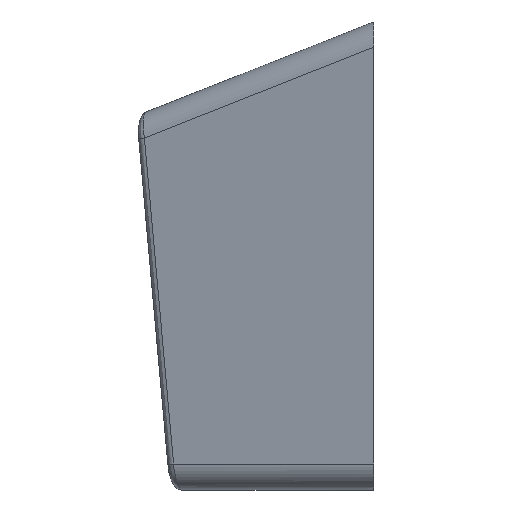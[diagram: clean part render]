
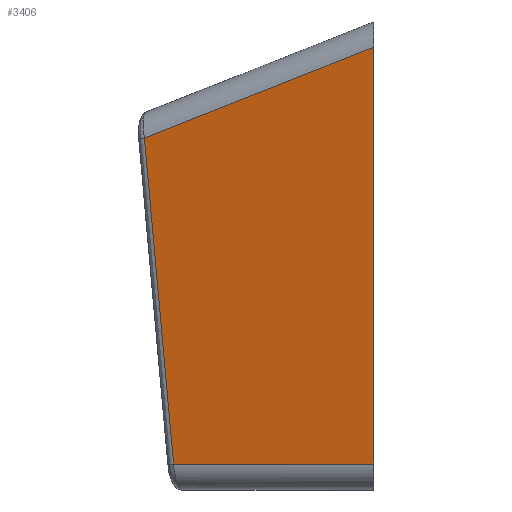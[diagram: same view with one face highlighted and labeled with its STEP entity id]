
A CAD part, left-side view. The second image highlights one B-rep face of the part: STEP entity #3406.
In plain terms, the highlighted planar face has unit normal (-0.964, 0.267, 0).
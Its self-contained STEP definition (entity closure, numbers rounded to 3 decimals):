
#1598 = PLANE('',#1599);
#1599 = AXIS2_PLACEMENT_3D('',#1600,#1601,#1602);
#1600 = CARTESIAN_POINT('',(0.,0.,0.));
#1601 = DIRECTION('',(0.,1.,0.));
#1602 = DIRECTION('',(0.,-0.,1.));
#1762 = VERTEX_POINT('',#1763);
#1763 = CARTESIAN_POINT('',(-6.867,7.693,-8.));
#1805 = CYLINDRICAL_SURFACE('',#1806,1.);
#1806 = AXIS2_PLACEMENT_3D('',#1807,#1808,#1809);
#1807 = CARTESIAN_POINT('',(-8.036,-0.267,-8.));
#1808 = DIRECTION('',(0.267,0.964,0.)
  );
#1809 = DIRECTION('',(-0.681,0.189,-0.707));
#1992 = B_SPLINE_SURFACE_WITH_KNOTS('',3,3,(
    (#1993,#1994,#1995,#1996)
    ,(#1997,#1998,#1999,#2000)
    ,(#2001,#2002,#2003,#2004)
    ,(#2005,#2006,#2007,#2008)
    ,(#2009,#2010,#2011,#2012
  )),.UNSPECIFIED.,.F.,.F.,.F.,(4,1,4),(4,4),(0.,0.5,1.),(0.104
    ,1.363),.UNSPECIFIED.);
#1993 = CARTESIAN_POINT('',(-6.169,9.017,
    4.511));
#1994 = CARTESIAN_POINT('',(-6.271,8.643,
    0.332));
#1995 = CARTESIAN_POINT('',(-6.374,8.268,
    -3.848));
#1996 = CARTESIAN_POINT('',(-6.476,7.894,
    -8.028));
#1997 = CARTESIAN_POINT('',(-6.246,9.044,
    4.511));
#1998 = CARTESIAN_POINT('',(-6.349,8.67,
    0.331));
#1999 = CARTESIAN_POINT('',(-6.451,8.296,
    -3.849));
#2000 = CARTESIAN_POINT('',(-6.554,7.922,
    -8.028));
#2001 = CARTESIAN_POINT('',(-6.423,9.031,4.516
    ));
#2002 = CARTESIAN_POINT('',(-6.526,8.658,0.337
    ));
#2003 = CARTESIAN_POINT('',(-6.629,8.284,
    -3.843));
#2004 = CARTESIAN_POINT('',(-6.732,7.91,
    -8.023));
#2005 = CARTESIAN_POINT('',(-6.534,8.894,
    4.531));
#2006 = CARTESIAN_POINT('',(-6.638,8.52,
    0.352));
#2007 = CARTESIAN_POINT('',(-6.742,8.146,
    -3.828));
#2008 = CARTESIAN_POINT('',(-6.845,7.772,
    -8.008));
#2009 = CARTESIAN_POINT('',(-6.556,8.816,
    4.539));
#2010 = CARTESIAN_POINT('',(-6.66,8.441,
    0.359));
#2011 = CARTESIAN_POINT('',(-6.764,8.067,
    -3.82));
#2012 = CARTESIAN_POINT('',(-6.867,7.693,-8.));
#2025 = VERTEX_POINT('',#2026);
#2026 = CARTESIAN_POINT('',(-9.,0.,-8.));
#2070 = EDGE_CURVE('',#2025,#1762,#2071,.T.);
#2071 = SURFACE_CURVE('',#2072,(#2076,#2083),.PCURVE_S1.);
#2072 = LINE('',#2073,#2074);
#2073 = CARTESIAN_POINT('',(-9.,0.,-8.));
#2074 = VECTOR('',#2075,1.);
#2075 = DIRECTION('',(0.267,0.964,0.)
  );
#2076 = PCURVE('',#1805,#2077);
#2077 = DEFINITIONAL_REPRESENTATION('',(#2078),#2082);
#2078 = LINE('',#2079,#2080);
#2079 = CARTESIAN_POINT('',(7.069,0.));
#2080 = VECTOR('',#2081,1.);
#2081 = DIRECTION('',(0.,1.));
#2082 = ( GEOMETRIC_REPRESENTATION_CONTEXT(2) 
PARAMETRIC_REPRESENTATION_CONTEXT() REPRESENTATION_CONTEXT('2D SPACE',''
  ) );
#2083 = PCURVE('',#2084,#2089);
#2084 = PLANE('',#2085);
#2085 = AXIS2_PLACEMENT_3D('',#2086,#2087,#2088);
#2086 = CARTESIAN_POINT('',(-9.,0.,9.));
#2087 = DIRECTION('',(0.964,-0.267,0.));
#2088 = DIRECTION('',(0.,0.,-1.));
#2089 = DEFINITIONAL_REPRESENTATION('',(#2090),#2094);
#2090 = LINE('',#2091,#2092);
#2091 = CARTESIAN_POINT('',(17.,0.));
#2092 = VECTOR('',#2093,1.);
#2093 = DIRECTION('',(0.,1.));
#2094 = ( GEOMETRIC_REPRESENTATION_CONTEXT(2) 
PARAMETRIC_REPRESENTATION_CONTEXT() REPRESENTATION_CONTEXT('2D SPACE',''
  ) );
#2976 = VERTEX_POINT('',#2977);
#2977 = CARTESIAN_POINT('',(-6.556,8.816,
    4.539));
#2996 = CYLINDRICAL_SURFACE('',#2997,1.);
#2997 = AXIS2_PLACEMENT_3D('',#2998,#2999,#3000);
#2998 = CARTESIAN_POINT('',(-7.562,1.444,
    7.353));
#2999 = DIRECTION('',(0.25,0.9,-0.357));
#3000 = DIRECTION('',(-0.65,0.429,0.627));
#3075 = VERTEX_POINT('',#3076);
#3076 = CARTESIAN_POINT('',(-9.,0.,8.03));
#3149 = EDGE_CURVE('',#2976,#3075,#3150,.T.);
#3150 = SURFACE_CURVE('',#3151,(#3155,#3162),.PCURVE_S1.);
#3151 = LINE('',#3152,#3153);
#3152 = CARTESIAN_POINT('',(-8.526,1.711,
    7.353));
#3153 = VECTOR('',#3154,1.);
#3154 = DIRECTION('',(-0.25,-0.9,0.357));
#3155 = PCURVE('',#2996,#3156);
#3156 = DEFINITIONAL_REPRESENTATION('',(#3157),#3161);
#3157 = LINE('',#3158,#3159);
#3158 = CARTESIAN_POINT('',(5.547,0.));
#3159 = VECTOR('',#3160,1.);
#3160 = DIRECTION('',(0.,-1.));
#3161 = ( GEOMETRIC_REPRESENTATION_CONTEXT(2) 
PARAMETRIC_REPRESENTATION_CONTEXT() REPRESENTATION_CONTEXT('2D SPACE',''
  ) );
#3162 = PCURVE('',#2084,#3163);
#3163 = DEFINITIONAL_REPRESENTATION('',(#3164),#3168);
#3164 = LINE('',#3165,#3166);
#3165 = CARTESIAN_POINT('',(1.647,1.776));
#3166 = VECTOR('',#3167,1.);
#3167 = DIRECTION('',(-0.357,-0.934));
#3168 = ( GEOMETRIC_REPRESENTATION_CONTEXT(2) 
PARAMETRIC_REPRESENTATION_CONTEXT() REPRESENTATION_CONTEXT('2D SPACE',''
  ) );
#3175 = EDGE_CURVE('',#1762,#2976,#3176,.T.);
#3176 = SURFACE_CURVE('',#3177,(#3181,#3187),.PCURVE_S1.);
#3177 = LINE('',#3178,#3179);
#3178 = CARTESIAN_POINT('',(-6.867,7.693,-8.));
#3179 = VECTOR('',#3180,1.);
#3180 = DIRECTION('',(0.025,0.089,
    0.996));
#3181 = PCURVE('',#1992,#3182);
#3182 = DEFINITIONAL_REPRESENTATION('',(#3183),#3186);
#3183 = B_SPLINE_CURVE_WITH_KNOTS('',1,(#3184,#3185),.UNSPECIFIED.,.F.,
  .F.,(2,2),(0.,12.593),
  .PIECEWISE_BEZIER_KNOTS.);
#3184 = CARTESIAN_POINT('',(1.,1.363));
#3185 = CARTESIAN_POINT('',(1.,0.104));
#3186 = ( GEOMETRIC_REPRESENTATION_CONTEXT(2) 
PARAMETRIC_REPRESENTATION_CONTEXT() REPRESENTATION_CONTEXT('2D SPACE',''
  ) );
#3187 = PCURVE('',#2084,#3188);
#3188 = DEFINITIONAL_REPRESENTATION('',(#3189),#3193);
#3189 = LINE('',#3190,#3191);
#3190 = CARTESIAN_POINT('',(17.,7.983));
#3191 = VECTOR('',#3192,1.);
#3192 = DIRECTION('',(-0.996,0.092));
#3193 = ( GEOMETRIC_REPRESENTATION_CONTEXT(2) 
PARAMETRIC_REPRESENTATION_CONTEXT() REPRESENTATION_CONTEXT('2D SPACE',''
  ) );
#3406 = ADVANCED_FACE('',(#3407),#2084,.F.);
#3407 = FACE_BOUND('',#3408,.T.);
#3408 = EDGE_LOOP('',(#3409,#3410,#3431,#3432));
#3409 = ORIENTED_EDGE('',*,*,#2070,.F.);
#3410 = ORIENTED_EDGE('',*,*,#3411,.F.);
#3411 = EDGE_CURVE('',#3075,#2025,#3412,.T.);
#3412 = SURFACE_CURVE('',#3413,(#3417,#3424),.PCURVE_S1.);
#3413 = LINE('',#3414,#3415);
#3414 = CARTESIAN_POINT('',(-9.,0.,9.));
#3415 = VECTOR('',#3416,1.);
#3416 = DIRECTION('',(0.,0.,-1.));
#3417 = PCURVE('',#2084,#3418);
#3418 = DEFINITIONAL_REPRESENTATION('',(#3419),#3423);
#3419 = LINE('',#3420,#3421);
#3420 = CARTESIAN_POINT('',(0.,0.));
#3421 = VECTOR('',#3422,1.);
#3422 = DIRECTION('',(1.,0.));
#3423 = ( GEOMETRIC_REPRESENTATION_CONTEXT(2) 
PARAMETRIC_REPRESENTATION_CONTEXT() REPRESENTATION_CONTEXT('2D SPACE',''
  ) );
#3424 = PCURVE('',#1598,#3425);
#3425 = DEFINITIONAL_REPRESENTATION('',(#3426),#3430);
#3426 = LINE('',#3427,#3428);
#3427 = CARTESIAN_POINT('',(9.,-9.));
#3428 = VECTOR('',#3429,1.);
#3429 = DIRECTION('',(-1.,0.));
#3430 = ( GEOMETRIC_REPRESENTATION_CONTEXT(2) 
PARAMETRIC_REPRESENTATION_CONTEXT() REPRESENTATION_CONTEXT('2D SPACE',''
  ) );
#3431 = ORIENTED_EDGE('',*,*,#3149,.F.);
#3432 = ORIENTED_EDGE('',*,*,#3175,.F.);
